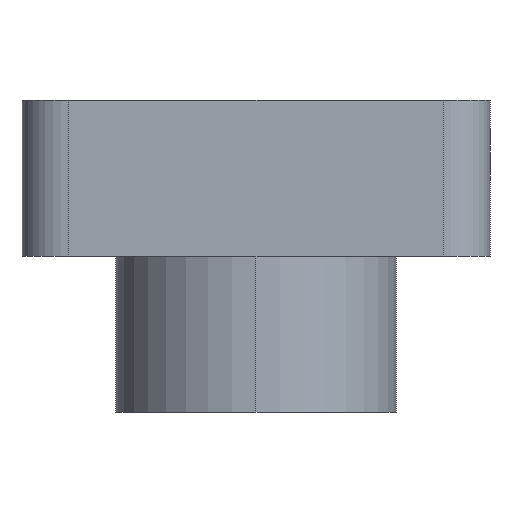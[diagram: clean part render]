
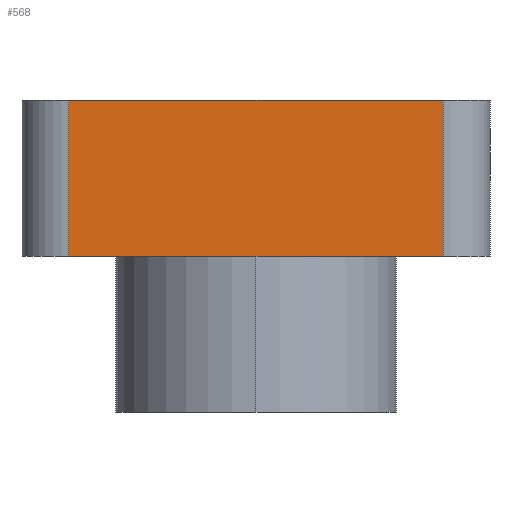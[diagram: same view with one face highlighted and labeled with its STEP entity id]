
A CAD part, left-side view. The second image highlights one B-rep face of the part: STEP entity #568.
In plain terms, the highlighted planar face has unit normal (-1, 0, 0).
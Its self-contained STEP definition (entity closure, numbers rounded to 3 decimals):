
#68 = EDGE_CURVE ( 'NONE', #230, #998, #654, .T. ) ;
#76 = VERTEX_POINT ( 'NONE', #519 ) ;
#91 = VECTOR ( 'NONE', #108, 1000. ) ;
#108 = DIRECTION ( 'NONE',  ( 0., -1., 0. ) ) ;
#183 = ORIENTED_EDGE ( 'NONE', *, *, #242, .F. ) ;
#226 = LINE ( 'NONE', #1132, #1227 ) ;
#230 = VERTEX_POINT ( 'NONE', #240 ) ;
#240 = CARTESIAN_POINT ( 'NONE',  ( -16., 12., 0. ) ) ;
#242 = EDGE_CURVE ( 'NONE', #76, #1090, #509, .T. ) ;
#380 = CARTESIAN_POINT ( 'NONE',  ( -16., -4.243, 0. ) ) ;
#496 = CARTESIAN_POINT ( 'NONE',  ( -16., -12., 0. ) ) ;
#509 = LINE ( 'NONE', #890, #91 ) ;
#519 = CARTESIAN_POINT ( 'NONE',  ( -16., 12., 10. ) ) ;
#543 = EDGE_CURVE ( 'NONE', #1090, #998, #226, .T. ) ;
#553 = VECTOR ( 'NONE', #755, 1000. ) ;
#568 = ADVANCED_FACE ( 'NONE', ( #1652 ), #1217, .F. ) ;
#641 = CARTESIAN_POINT ( 'NONE',  ( -16., 12., 10. ) ) ;
#650 = ORIENTED_EDGE ( 'NONE', *, *, #1048, .T. ) ;
#654 = LINE ( 'NONE', #380, #1041 ) ;
#755 = DIRECTION ( 'NONE',  ( 0., 0., -1. ) ) ;
#890 = CARTESIAN_POINT ( 'NONE',  ( -16., -4.243, 10. ) ) ;
#998 = VERTEX_POINT ( 'NONE', #496 ) ;
#1041 = VECTOR ( 'NONE', #1286, 1000. ) ;
#1048 = EDGE_CURVE ( 'NONE', #76, #230, #1402, .T. ) ;
#1090 = VERTEX_POINT ( 'NONE', #1687 ) ;
#1105 = DIRECTION ( 'NONE',  ( 0., 0., -1. ) ) ;
#1108 = ORIENTED_EDGE ( 'NONE', *, *, #543, .F. ) ;
#1132 = CARTESIAN_POINT ( 'NONE',  ( -16., -12., 10. ) ) ;
#1217 = PLANE ( 'NONE',  #1669 ) ;
#1227 = VECTOR ( 'NONE', #1105, 1000. ) ;
#1286 = DIRECTION ( 'NONE',  ( 0., -1., 0. ) ) ;
#1297 = EDGE_LOOP ( 'NONE', ( #1422, #1108, #183, #650 ) ) ;
#1374 = DIRECTION ( 'NONE',  ( 0., 0., -1. ) ) ;
#1402 = LINE ( 'NONE', #641, #553 ) ;
#1422 = ORIENTED_EDGE ( 'NONE', *, *, #68, .T. ) ;
#1512 = CARTESIAN_POINT ( 'NONE',  ( -16., -4.243, 10. ) ) ;
#1633 = DIRECTION ( 'NONE',  ( 1., 0., 0. ) ) ;
#1652 = FACE_OUTER_BOUND ( 'NONE', #1297, .T. ) ;
#1669 = AXIS2_PLACEMENT_3D ( 'NONE', #1512, #1633, #1374 ) ;
#1687 = CARTESIAN_POINT ( 'NONE',  ( -16., -12., 10. ) ) ;
